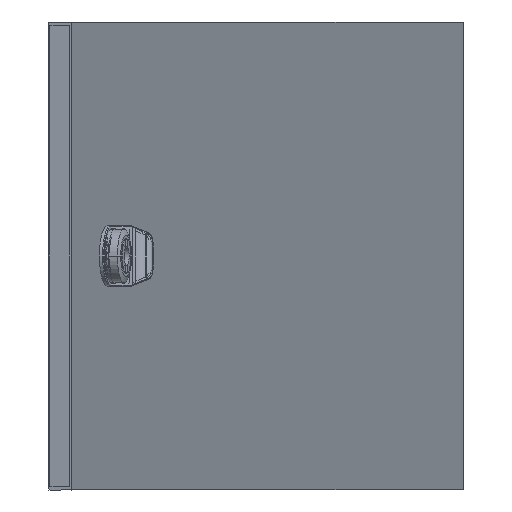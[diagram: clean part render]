
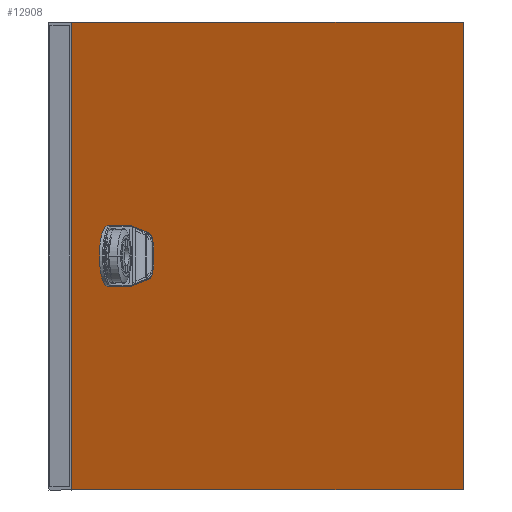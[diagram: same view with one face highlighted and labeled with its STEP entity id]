
A CAD part, front view. The second image highlights one B-rep face of the part: STEP entity #12908.
In plain terms, the highlighted planar face has unit normal (0.966, -0.259, 0).
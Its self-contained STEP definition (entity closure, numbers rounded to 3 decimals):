
#75 = LINE ( 'NONE', #35592, #1994 ) ;
#216 = EDGE_CURVE ( 'NONE', #18655, #53842, #51200, .T. ) ;
#1994 = VECTOR ( 'NONE', #53531, 1000. ) ;
#2265 = AXIS2_PLACEMENT_3D ( 'NONE', #24761, #56008, #16153 ) ;
#2910 = VERTEX_POINT ( 'NONE', #24122 ) ;
#2942 = CARTESIAN_POINT ( 'NONE',  ( -189.082, -699.726, -98. ) ) ;
#3148 = CARTESIAN_POINT ( 'NONE',  ( -166.328, -614.718, 10.543 ) ) ;
#3214 = EDGE_CURVE ( 'NONE', #21232, #19527, #13670, .T. ) ;
#4294 = ORIENTED_EDGE ( 'NONE', *, *, #7110, .T. ) ;
#4444 = ORIENTED_EDGE ( 'NONE', *, *, #28985, .F. ) ;
#5107 = EDGE_CURVE ( 'NONE', #11445, #18655, #75, .T. ) ;
#5311 = DIRECTION ( 'NONE',  ( -0.259, -0.966, 0. ) ) ;
#5317 = CARTESIAN_POINT ( 'NONE',  ( -86.298, -315.744, 25. ) ) ;
#6053 = DIRECTION ( 'NONE',  ( -0.259, -0.966, 0. ) ) ;
#6157 = CARTESIAN_POINT ( 'NONE',  ( -166.069, -613.752, 10.543 ) ) ;
#6213 = DIRECTION ( 'NONE',  ( 0.966, -0.259, 0. ) ) ;
#6916 = AXIS2_PLACEMENT_3D ( 'NONE', #53567, #48315, #26469 ) ;
#7110 = EDGE_CURVE ( 'NONE', #38456, #30817, #18235, .T. ) ;
#8756 = VERTEX_POINT ( 'NONE', #6157 ) ;
#9191 = CIRCLE ( 'NONE', #11084, 1. ) ;
#10225 = EDGE_CURVE ( 'NONE', #19527, #2910, #47885, .T. ) ;
#11084 = AXIS2_PLACEMENT_3D ( 'NONE', #19891, #20185, #24336 ) ;
#11445 = VERTEX_POINT ( 'NONE', #47965 ) ;
#12504 = ORIENTED_EDGE ( 'NONE', *, *, #216, .T. ) ;
#12908 = ADVANCED_FACE ( 'NONE', ( #23318, #24221 ), #55467, .T. ) ;
#13670 = LINE ( 'NONE', #31742, #31136 ) ;
#14447 = DIRECTION ( 'NONE',  ( 0.259, 0.966, 0. ) ) ;
#16153 = DIRECTION ( 'NONE',  ( 0., 0., -1. ) ) ;
#18235 = CIRCLE ( 'NONE', #2265, 16. ) ;
#18307 = CARTESIAN_POINT ( 'NONE',  ( 16.486, 68.237, 25. ) ) ;
#18632 = ORIENTED_EDGE ( 'NONE', *, *, #28616, .T. ) ;
#18655 = VERTEX_POINT ( 'NONE', #58398 ) ;
#19062 = VECTOR ( 'NONE', #31374, 1000. ) ;
#19377 = EDGE_CURVE ( 'NONE', #55330, #11445, #52151, .T. ) ;
#19527 = VERTEX_POINT ( 'NONE', #50010 ) ;
#19628 = AXIS2_PLACEMENT_3D ( 'NONE', #3148, #56575, #34506 ) ;
#19891 = CARTESIAN_POINT ( 'NONE',  ( -166.328, -614.718, 39.457 ) ) ;
#20185 = DIRECTION ( 'NONE',  ( 0.966, -0.259, 0. ) ) ;
#20672 = EDGE_LOOP ( 'NONE', ( #18632, #39282, #4294, #24383, #35971, #44342, #12504, #4444 ) ) ;
#20786 = CARTESIAN_POINT ( 'NONE',  ( -170.465, -630.174, 9. ) ) ;
#21030 = DIRECTION ( 'NONE',  ( 0.259, 0.966, 0. ) ) ;
#21167 = CARTESIAN_POINT ( 'NONE',  ( -167.362, -618.582, 9. ) ) ;
#21232 = VERTEX_POINT ( 'NONE', #2942 ) ;
#22327 = LINE ( 'NONE', #37340, #34762 ) ;
#23318 = FACE_BOUND ( 'NONE', #20672, .T. ) ;
#24122 = CARTESIAN_POINT ( 'NONE',  ( 16.486, 68.237, 148. ) ) ;
#24221 = FACE_OUTER_BOUND ( 'NONE', #50165, .T. ) ;
#24336 = DIRECTION ( 'NONE',  ( 0., 0., -1. ) ) ;
#24383 = ORIENTED_EDGE ( 'NONE', *, *, #31184, .T. ) ;
#24761 = CARTESIAN_POINT ( 'NONE',  ( -167.362, -618.582, 25. ) ) ;
#26026 = VECTOR ( 'NONE', #21030, 1000. ) ;
#26469 = DIRECTION ( 'NONE',  ( 0., 0., -1. ) ) ;
#27162 = ORIENTED_EDGE ( 'NONE', *, *, #45942, .F. ) ;
#27240 = VERTEX_POINT ( 'NONE', #35759 ) ;
#27285 = DIRECTION ( 'NONE',  ( 0., 0., 1. ) ) ;
#28616 = EDGE_CURVE ( 'NONE', #27240, #8756, #22327, .T. ) ;
#28985 = EDGE_CURVE ( 'NONE', #27240, #53842, #9191, .T. ) ;
#29276 = CARTESIAN_POINT ( 'NONE',  ( -167.362, -618.582, 25. ) ) ;
#30817 = VERTEX_POINT ( 'NONE', #21167 ) ;
#30973 = CIRCLE ( 'NONE', #19628, 1. ) ;
#31136 = VECTOR ( 'NONE', #27285, 1000. ) ;
#31184 = EDGE_CURVE ( 'NONE', #30817, #55330, #55312, .T. ) ;
#31374 = DIRECTION ( 'NONE',  ( 0., 0., -1. ) ) ;
#31506 = ORIENTED_EDGE ( 'NONE', *, *, #10225, .F. ) ;
#31742 = CARTESIAN_POINT ( 'NONE',  ( -189.082, -699.726, 25. ) ) ;
#32955 = CARTESIAN_POINT ( 'NONE',  ( -174.602, -645.63, 9. ) ) ;
#33748 = ORIENTED_EDGE ( 'NONE', *, *, #3214, .F. ) ;
#34307 = DIRECTION ( 'NONE',  ( 0., 0., -1. ) ) ;
#34506 = DIRECTION ( 'NONE',  ( 0., 0., 1. ) ) ;
#34762 = VECTOR ( 'NONE', #53616, 1000. ) ;
#34853 = VECTOR ( 'NONE', #6053, 1000. ) ;
#35592 = CARTESIAN_POINT ( 'NONE',  ( -174.602, -645.63, 41. ) ) ;
#35759 = CARTESIAN_POINT ( 'NONE',  ( -166.069, -613.752, 39.457 ) ) ;
#35971 = ORIENTED_EDGE ( 'NONE', *, *, #19377, .T. ) ;
#36149 = AXIS2_PLACEMENT_3D ( 'NONE', #29276, #42522, #34307 ) ;
#37340 = CARTESIAN_POINT ( 'NONE',  ( -166.069, -613.752, 41. ) ) ;
#38447 = CARTESIAN_POINT ( 'NONE',  ( -166.259, -614.461, 40.421 ) ) ;
#38456 = VERTEX_POINT ( 'NONE', #51386 ) ;
#38578 = VECTOR ( 'NONE', #5311, 1000. ) ;
#39282 = ORIENTED_EDGE ( 'NONE', *, *, #41527, .F. ) ;
#39403 = AXIS2_PLACEMENT_3D ( 'NONE', #5317, #6213, #14447 ) ;
#39640 = CARTESIAN_POINT ( 'NONE',  ( -86.298, -315.744, 148. ) ) ;
#41527 = EDGE_CURVE ( 'NONE', #38456, #8756, #30973, .T. ) ;
#42522 = DIRECTION ( 'NONE',  ( -0.966, 0.259, 0. ) ) ;
#43692 = ORIENTED_EDGE ( 'NONE', *, *, #48957, .F. ) ;
#44342 = ORIENTED_EDGE ( 'NONE', *, *, #5107, .T. ) ;
#44862 = VERTEX_POINT ( 'NONE', #45795 ) ;
#45731 = CARTESIAN_POINT ( 'NONE',  ( -86.298, -315.744, -98. ) ) ;
#45795 = CARTESIAN_POINT ( 'NONE',  ( 16.486, 68.237, -98. ) ) ;
#45942 = EDGE_CURVE ( 'NONE', #44862, #21232, #51340, .T. ) ;
#47885 = LINE ( 'NONE', #39640, #26026 ) ;
#47965 = CARTESIAN_POINT ( 'NONE',  ( -170.465, -630.174, 41. ) ) ;
#48315 = DIRECTION ( 'NONE',  ( -0.966, 0.259, 0. ) ) ;
#48957 = EDGE_CURVE ( 'NONE', #2910, #44862, #49315, .T. ) ;
#49315 = LINE ( 'NONE', #18307, #19062 ) ;
#50010 = CARTESIAN_POINT ( 'NONE',  ( -189.082, -699.726, 148. ) ) ;
#50165 = EDGE_LOOP ( 'NONE', ( #33748, #27162, #43692, #31506 ) ) ;
#51200 = CIRCLE ( 'NONE', #36149, 16. ) ;
#51340 = LINE ( 'NONE', #45731, #38578 ) ;
#51386 = CARTESIAN_POINT ( 'NONE',  ( -166.259, -614.461, 9.579 ) ) ;
#52151 = CIRCLE ( 'NONE', #6916, 16. ) ;
#53531 = DIRECTION ( 'NONE',  ( 0.259, 0.966, 0. ) ) ;
#53567 = CARTESIAN_POINT ( 'NONE',  ( -170.465, -630.174, 25. ) ) ;
#53616 = DIRECTION ( 'NONE',  ( 0., 0., -1. ) ) ;
#53842 = VERTEX_POINT ( 'NONE', #38447 ) ;
#55312 = LINE ( 'NONE', #32955, #34853 ) ;
#55330 = VERTEX_POINT ( 'NONE', #20786 ) ;
#55467 = PLANE ( 'NONE',  #39403 ) ;
#56008 = DIRECTION ( 'NONE',  ( -0.966, 0.259, 0. ) ) ;
#56575 = DIRECTION ( 'NONE',  ( 0.966, -0.259, 0. ) ) ;
#58398 = CARTESIAN_POINT ( 'NONE',  ( -167.362, -618.582, 41. ) ) ;
